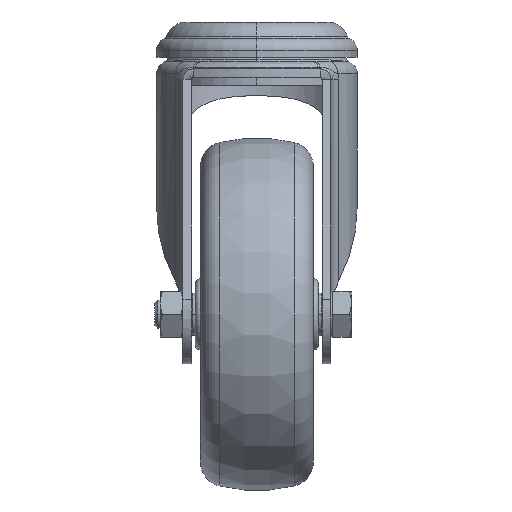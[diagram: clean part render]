
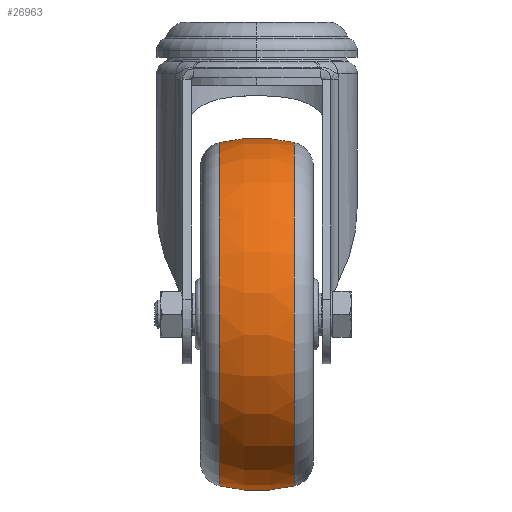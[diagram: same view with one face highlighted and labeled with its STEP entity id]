
A CAD part, top view. The second image highlights one B-rep face of the part: STEP entity #26963.
In plain terms, the highlighted toroidal (fillet/blend) face has major radius 5 mm and minor radius 45 mm.
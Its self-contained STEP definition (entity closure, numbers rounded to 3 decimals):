
#828 = TOROIDAL_SURFACE ( 'NONE', #29808, 5., 45. ) ;
#836 = FACE_OUTER_BOUND ( 'NONE', #40758, .T. ) ;
#1677 = CARTESIAN_POINT ( 'NONE',  ( -10.658, 0., -48.72 ) ) ;
#1678 = CARTESIAN_POINT ( 'NONE',  ( 10.658, 0., 48.72 ) ) ;
#1679 = CARTESIAN_POINT ( 'NONE',  ( -10.658, 0., 48.72 ) ) ;
#1685 = CARTESIAN_POINT ( 'NONE',  ( 10.658, 0., -48.72 ) ) ;
#10558 = EDGE_CURVE ( 'NONE', #16552, #16572, #39710, .T. ) ;
#10565 = EDGE_CURVE ( 'NONE', #16572, #16550, #39703, .T. ) ;
#10566 = EDGE_CURVE ( 'NONE', #16552, #16555, #39702, .T. ) ;
#10567 = EDGE_CURVE ( 'NONE', #16555, #16550, #39700, .T. ) ;
#10636 = AXIS2_PLACEMENT_3D ( 'NONE', #34683, #34684, #34685 ) ;
#10644 = AXIS2_PLACEMENT_3D ( 'NONE', #34703, #34705, #34706 ) ;
#10645 = AXIS2_PLACEMENT_3D ( 'NONE', #34700, #34708, #34709 ) ;
#10646 = AXIS2_PLACEMENT_3D ( 'NONE', #34704, #34711, #34712 ) ;
#16550 = VERTEX_POINT ( 'NONE', #1677 ) ;
#16552 = VERTEX_POINT ( 'NONE', #1678 ) ;
#16555 = VERTEX_POINT ( 'NONE', #1679 ) ;
#16572 = VERTEX_POINT ( 'NONE', #1685 ) ;
#26963 = ADVANCED_FACE ( 'NONE', ( #836 ), #828, .T. ) ;
#29808 = AXIS2_PLACEMENT_3D ( 'NONE', #41349, #41348, #41374 ) ;
#34683 = CARTESIAN_POINT ( 'NONE',  ( 10.658, 0., 0. ) ) ;
#34684 = DIRECTION ( 'NONE',  ( -1., 0., 0. ) ) ;
#34685 = DIRECTION ( 'NONE',  ( 0., 0., 1. ) ) ;
#34700 = CARTESIAN_POINT ( 'NONE',  ( 0., 0., 5. ) ) ;
#34703 = CARTESIAN_POINT ( 'NONE',  ( 0., 0., -5. ) ) ;
#34704 = CARTESIAN_POINT ( 'NONE',  ( -10.658, 0., 0. ) ) ;
#34705 = DIRECTION ( 'NONE',  ( 0., 1., 0. ) ) ;
#34706 = DIRECTION ( 'NONE',  ( 0., 0., 1. ) ) ;
#34708 = DIRECTION ( 'NONE',  ( 0., -1., 0. ) ) ;
#34709 = DIRECTION ( 'NONE',  ( 0., 0., -1. ) ) ;
#34711 = DIRECTION ( 'NONE',  ( -1., 0., 0. ) ) ;
#34712 = DIRECTION ( 'NONE',  ( 0., 0., 1. ) ) ;
#39700 = CIRCLE ( 'NONE', #10646, 48.72 ) ;
#39702 = CIRCLE ( 'NONE', #10645, 45. ) ;
#39703 = CIRCLE ( 'NONE', #10644, 45. ) ;
#39710 = CIRCLE ( 'NONE', #10636, 48.72 ) ;
#40758 = EDGE_LOOP ( 'NONE', ( #40819, #40822, #40827, #40831 ) ) ;
#40819 = ORIENTED_EDGE ( 'NONE', *, *, #10558, .T. ) ;
#40822 = ORIENTED_EDGE ( 'NONE', *, *, #10565, .T. ) ;
#40827 = ORIENTED_EDGE ( 'NONE', *, *, #10567, .F. ) ;
#40831 = ORIENTED_EDGE ( 'NONE', *, *, #10566, .F. ) ;
#41348 = DIRECTION ( 'NONE',  ( -1., 0., 0. ) ) ;
#41349 = CARTESIAN_POINT ( 'NONE',  ( 0., 0., 0. ) ) ;
#41374 = DIRECTION ( 'NONE',  ( 0., 0., 1. ) ) ;
